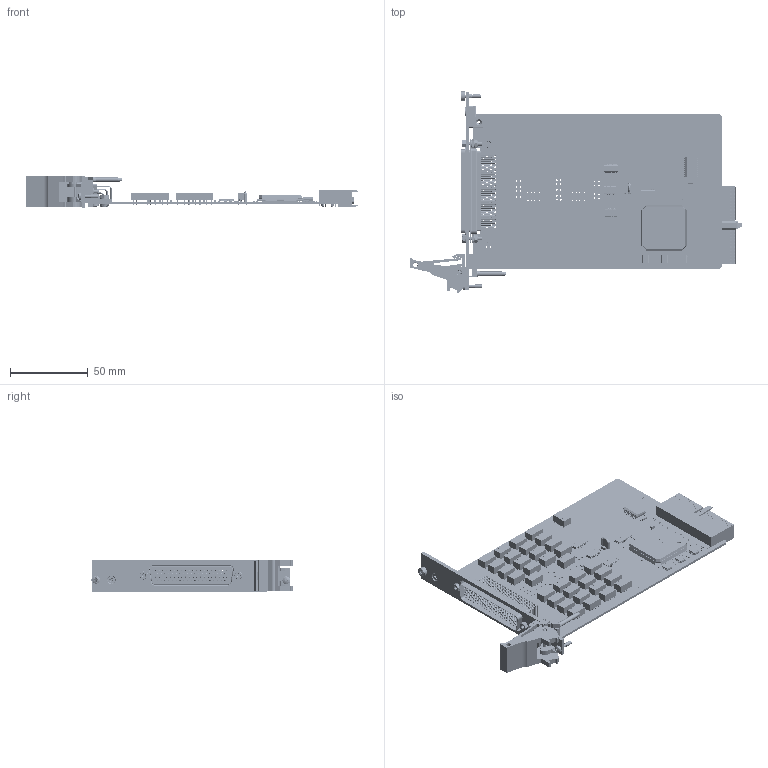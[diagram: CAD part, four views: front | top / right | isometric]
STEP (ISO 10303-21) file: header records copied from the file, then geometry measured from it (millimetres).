
FILE_DESCRIPTION (( 'STEP AP214' ), '1' );
FILE_NAME ('40-635-002 PXI EMR MUX Single 32CH 2 Pole Module.STEP', '2013-09-03T15:54:06', ( 'admin' ), ( '' ), 'SwSTEP 2.0', 'SolidWorks 2012', '' );
FILE_SCHEMA (( 'AUTOMOTIVE_DESIGN' ));
Length unit declared in the file: millimetre
Products named in the file (1): 40-635-002 PXI EMR MUX Single 32CH 2 Pole Module
Bounding box: 214.01 x 129.67 x 20 mm (x, y, z)
Surface area: 74287.9 mm2 (no closed solid volume)
Topology: 0 solids, 1108 shells, 4456 faces, 16691 edges, 12761 vertices
Faces by surface type: plane 2780, cylinder 1411, torus 195, bspline 33, cone 31, sphere 6
Full cylindrical faces by diameter (mm): 0.4 x280, 0.6 x184, 0.7 x5, 0.75 x201, 0.77 x156, 0.8 x3, 1.016 x29, 1.19 x78, 1.496 x2, 2 x7, 2.05 x3, 2.497 x1, 2.5 x7, 2.6 x1, 2.7 x1, 2.8 x1, 2.9 x1, 3 x5, 3.1 x1, 4.7 x1, 4.85 x1, 5 x5, 5.2 x2, 5.3 x1, 5.5 x2, 5.7 x3, 6 x1
Entity records: 225617 total; most frequent: CARTESIAN_POINT 40877, DIRECTION 27972, ORIENTED_EDGE 20963, EDGE_CURVE 15397, VERTEX_POINT 12637, LINE 10616, VECTOR 10616, AXIS2_PLACEMENT_3D 8678
